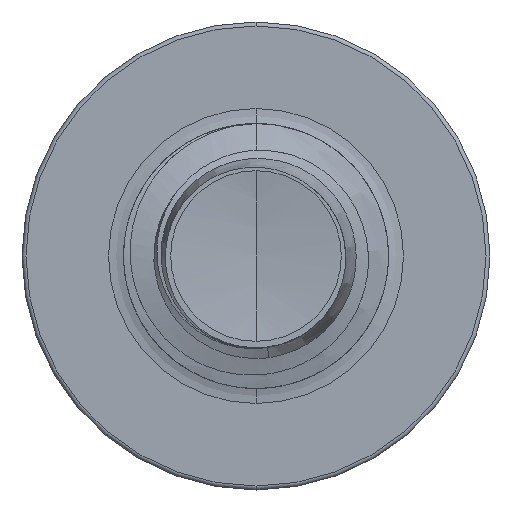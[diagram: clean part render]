
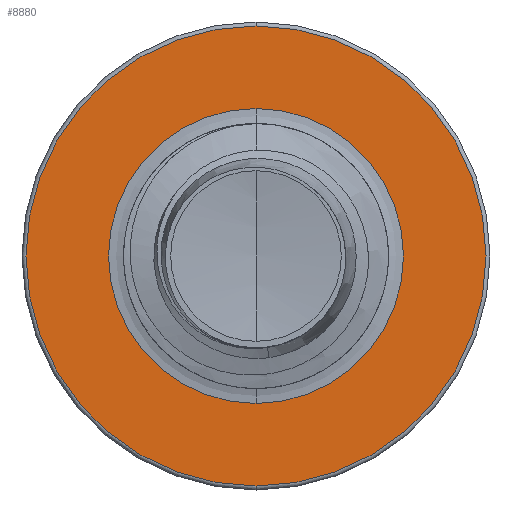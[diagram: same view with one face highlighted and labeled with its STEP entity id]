
A CAD part, front view. The second image highlights one B-rep face of the part: STEP entity #8880.
In plain terms, the highlighted planar face has unit normal (0, -1, 0).
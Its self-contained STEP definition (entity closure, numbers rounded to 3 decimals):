
#65 = AXIS2_PLACEMENT_3D ( 'NONE', #21822, #15344, #4539 ) ;
#810 = AXIS2_PLACEMENT_3D ( 'NONE', #5814, #18082, #7733 ) ;
#1111 = AXIS2_PLACEMENT_3D ( 'NONE', #17182, #6667, #18807 ) ;
#3983 = EDGE_LOOP ( 'NONE', ( #8366, #9206 ) ) ;
#4539 = DIRECTION ( 'NONE',  ( 0., 0., 1. ) ) ;
#4683 = VERTEX_POINT ( 'NONE', #15553 ) ;
#5814 = CARTESIAN_POINT ( 'NONE',  ( 0., 9., 0. ) ) ;
#6418 = PLANE ( 'NONE',  #65 ) ;
#6667 = DIRECTION ( 'NONE',  ( 0., 1., 0. ) ) ;
#6707 = CARTESIAN_POINT ( 'NONE',  ( 0., 9., -2.605 ) ) ;
#7733 = DIRECTION ( 'NONE',  ( 0., 0., 1. ) ) ;
#8016 = CIRCLE ( 'NONE', #13903, 1.67 ) ;
#8366 = ORIENTED_EDGE ( 'NONE', *, *, #14906, .F. ) ;
#8880 = ADVANCED_FACE ( 'NONE', ( #12249, #21135 ), #6418, .F. ) ;
#9122 = CIRCLE ( 'NONE', #15178, 1.67 ) ;
#9206 = ORIENTED_EDGE ( 'NONE', *, *, #22463, .F. ) ;
#9724 = CARTESIAN_POINT ( 'NONE',  ( 0., 9., 1.67 ) ) ;
#9733 = CIRCLE ( 'NONE', #1111, 2.605 ) ;
#10926 = CARTESIAN_POINT ( 'NONE',  ( 0., 9., 0. ) ) ;
#11304 = CARTESIAN_POINT ( 'NONE',  ( 0., 9., 0. ) ) ;
#12249 = FACE_OUTER_BOUND ( 'NONE', #3983, .T. ) ;
#12658 = DIRECTION ( 'NONE',  ( 0., 0., 1. ) ) ;
#12981 = VERTEX_POINT ( 'NONE', #9724 ) ;
#13050 = DIRECTION ( 'NONE',  ( 0., 0., 1. ) ) ;
#13903 = AXIS2_PLACEMENT_3D ( 'NONE', #10926, #22621, #12658 ) ;
#14664 = ORIENTED_EDGE ( 'NONE', *, *, #22181, .T. ) ;
#14906 = EDGE_CURVE ( 'NONE', #17950, #20038, #9733, .T. ) ;
#15178 = AXIS2_PLACEMENT_3D ( 'NONE', #11304, #23002, #13050 ) ;
#15344 = DIRECTION ( 'NONE',  ( 0., 1., 0. ) ) ;
#15553 = CARTESIAN_POINT ( 'NONE',  ( 0., 9., -1.67 ) ) ;
#15753 = CARTESIAN_POINT ( 'NONE',  ( 0., 9., 2.605 ) ) ;
#15920 = ORIENTED_EDGE ( 'NONE', *, *, #18550, .T. ) ;
#16686 = EDGE_LOOP ( 'NONE', ( #14664, #15920 ) ) ;
#17182 = CARTESIAN_POINT ( 'NONE',  ( 0., 9., 0. ) ) ;
#17950 = VERTEX_POINT ( 'NONE', #15753 ) ;
#18082 = DIRECTION ( 'NONE',  ( 0., 1., 0. ) ) ;
#18550 = EDGE_CURVE ( 'NONE', #4683, #12981, #9122, .T. ) ;
#18807 = DIRECTION ( 'NONE',  ( 0., 0., 1. ) ) ;
#20038 = VERTEX_POINT ( 'NONE', #6707 ) ;
#20525 = CIRCLE ( 'NONE', #810, 2.605 ) ;
#21135 = FACE_BOUND ( 'NONE', #16686, .T. ) ;
#21822 = CARTESIAN_POINT ( 'NONE',  ( 0., 9., -1.67 ) ) ;
#22181 = EDGE_CURVE ( 'NONE', #12981, #4683, #8016, .T. ) ;
#22463 = EDGE_CURVE ( 'NONE', #20038, #17950, #20525, .T. ) ;
#22621 = DIRECTION ( 'NONE',  ( 0., 1., 0. ) ) ;
#23002 = DIRECTION ( 'NONE',  ( 0., 1., 0. ) ) ;
